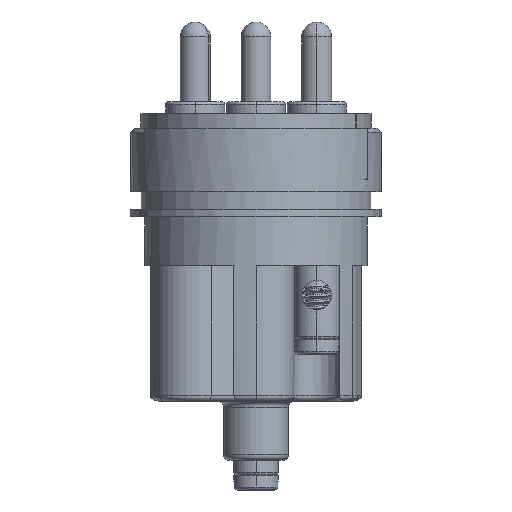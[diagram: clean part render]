
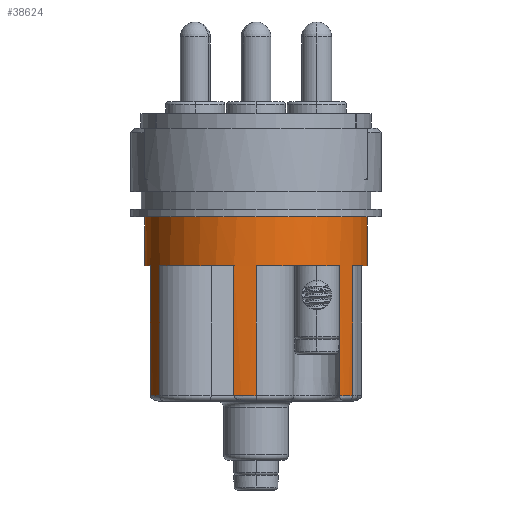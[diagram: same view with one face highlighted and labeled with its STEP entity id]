
A CAD part, front view. The second image highlights one B-rep face of the part: STEP entity #38624.
In plain terms, the highlighted cylindrical face has radius 7.55 mm (diameter 15.1 mm), a partial arc.
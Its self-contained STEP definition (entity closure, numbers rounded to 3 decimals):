
#10438=CARTESIAN_POINT('',(0.,0.,-5.8));
#10439=DIRECTION('',(0.,0.,-1.));
#10440=DIRECTION('',(-0.948,-0.319,0.));
#10441=AXIS2_PLACEMENT_3D('',#10438,#10439,#10440);
#11816=CARTESIAN_POINT('',(0.,0.,-14.6));
#11817=DIRECTION('',(0.,0.,-1.));
#11818=DIRECTION('',(-0.866,-0.501,0.));
#11819=AXIS2_PLACEMENT_3D('',#11816,#11817,#11818);
#11821=DIRECTION('',(0.,0.,-1.));
#11822=VECTOR('',#11821,8.8);
#11823=CARTESIAN_POINT('',(-7.156,-2.409,-5.8));
#11824=LINE('',#11823,#11822);
#11825=DIRECTION('',(0.,0.,-1.));
#11826=VECTOR('',#11825,3.3);
#11827=CARTESIAN_POINT('',(-7.55,0.,-2.5));
#11828=LINE('',#11827,#11826);
#11829=CARTESIAN_POINT('',(0.,0.,-2.5));
#11830=DIRECTION('',(0.,0.,-1.));
#11831=DIRECTION('',(1.,0.,0.));
#11832=AXIS2_PLACEMENT_3D('',#11829,#11830,#11831);
#11834=DIRECTION('',(0.,0.,-1.));
#11835=VECTOR('',#11834,3.3);
#11836=CARTESIAN_POINT('',(7.55,0.,-2.5));
#11837=LINE('',#11836,#11835);
#11838=DIRECTION('',(0.,0.,-1.));
#11839=VECTOR('',#11838,8.8);
#11840=CARTESIAN_POINT('',(6.541,-3.77,-5.8));
#11841=LINE('',#11840,#11839);
#11842=CARTESIAN_POINT('',(0.,0.,-14.6));
#11843=DIRECTION('',(0.,0.,-1.));
#11844=DIRECTION('',(0.866,-0.499,0.));
#11845=AXIS2_PLACEMENT_3D('',#11842,#11843,#11844);
#11847=DIRECTION('',(0.,0.,-1.));
#11848=VECTOR('',#11847,8.8);
#11849=CARTESIAN_POINT('',(5.664,-4.993,-5.8));
#11850=LINE('',#11849,#11848);
#11851=DIRECTION('',(0.,0.,-1.));
#11852=VECTOR('',#11851,8.8);
#11853=CARTESIAN_POINT('',(0.005,-7.55,-5.8));
#11854=LINE('',#11853,#11852);
#11855=CARTESIAN_POINT('',(0.,0.,-14.6));
#11856=DIRECTION('',(0.,0.,-1.));
#11857=DIRECTION('',(0.001,-1.,0.));
#11858=AXIS2_PLACEMENT_3D('',#11855,#11856,#11857);
#11860=DIRECTION('',(0.,0.,-1.));
#11861=VECTOR('',#11860,8.8);
#11862=CARTESIAN_POINT('',(-1.492,-7.401,-5.8));
#11863=LINE('',#11862,#11861);
#11864=DIRECTION('',(0.,0.,-1.));
#11865=VECTOR('',#11864,8.8);
#11866=CARTESIAN_POINT('',(-6.536,-3.78,-5.8));
#11867=LINE('',#11866,#11865);
#11886=CARTESIAN_POINT('',(0.,0.,-5.8));
#11887=DIRECTION('',(0.,0.,1.));
#11888=DIRECTION('',(0.866,-0.499,0.));
#11889=AXIS2_PLACEMENT_3D('',#11886,#11887,#11888);
#12439=CARTESIAN_POINT('',(0.,0.,-5.8));
#12440=DIRECTION('',(0.,0.,1.));
#12441=DIRECTION('',(-0.866,-0.501,0.));
#12442=AXIS2_PLACEMENT_3D('',#12439,#12440,#12441);
#14357=CARTESIAN_POINT('',(0.,0.,-5.8));
#14358=DIRECTION('',(0.,0.,1.));
#14359=DIRECTION('',(0.001,-1.,0.));
#14360=AXIS2_PLACEMENT_3D('',#14357,#14358,#14359);
#20798=CARTESIAN_POINT('',(7.55,0.,-2.5));
#20799=CARTESIAN_POINT('',(7.55,0.,-5.8));
#20800=VERTEX_POINT('',#20798);
#20801=VERTEX_POINT('',#20799);
#20802=CARTESIAN_POINT('',(-7.55,0.,-2.5));
#20803=CARTESIAN_POINT('',(-7.55,0.,-5.8));
#20804=VERTEX_POINT('',#20802);
#20805=VERTEX_POINT('',#20803);
#20976=CARTESIAN_POINT('',(-7.156,-2.409,-5.8));
#20977=VERTEX_POINT('',#20976);
#20978=CARTESIAN_POINT('',(6.541,-3.77,-5.8));
#20980=VERTEX_POINT('',#20978);
#20994=CARTESIAN_POINT('',(-6.536,-3.78,-5.8));
#20996=VERTEX_POINT('',#20994);
#20998=CARTESIAN_POINT('',(0.005,-7.55,-5.8));
#21000=VERTEX_POINT('',#20998);
#21002=CARTESIAN_POINT('',(5.664,-4.993,-5.8));
#21003=VERTEX_POINT('',#21002);
#21004=CARTESIAN_POINT('',(-1.492,-7.401,-5.8));
#21005=VERTEX_POINT('',#21004);
#21162=CARTESIAN_POINT('',(-7.156,-2.409,-14.6));
#21163=VERTEX_POINT('',#21162);
#21164=CARTESIAN_POINT('',(-6.536,-3.78,-14.6));
#21165=VERTEX_POINT('',#21164);
#21184=CARTESIAN_POINT('',(-1.492,-7.401,-14.6));
#21185=VERTEX_POINT('',#21184);
#21186=CARTESIAN_POINT('',(0.005,-7.55,-14.6));
#21187=VERTEX_POINT('',#21186);
#21206=CARTESIAN_POINT('',(5.664,-4.993,-14.6));
#21207=VERTEX_POINT('',#21206);
#21208=CARTESIAN_POINT('',(6.541,-3.77,-14.6));
#21209=VERTEX_POINT('',#21208);
#38591=CARTESIAN_POINT('',(0.,0.,-6.315));
#38592=DIRECTION('',(0.,0.,1.));
#38593=DIRECTION('',(-1.,0.,0.));
#38594=AXIS2_PLACEMENT_3D('',#38591,#38592,#38593);
#38595=CYLINDRICAL_SURFACE('',#38594,7.55);
#38596=ORIENTED_EDGE('',*,*,#38582,.T.);
#38597=ORIENTED_EDGE('',*,*,#37183,.F.);
#38598=ORIENTED_EDGE('',*,*,#37144,.T.);
#38599=ORIENTED_EDGE('',*,*,#32920,.F.);
#38600=ORIENTED_EDGE('',*,*,#32770,.F.);
#38601=ORIENTED_EDGE('',*,*,#32917,.T.);
#38603=ORIENTED_EDGE('',*,*,#38602,.F.);
#38605=ORIENTED_EDGE('',*,*,#38604,.T.);
#38607=ORIENTED_EDGE('',*,*,#38606,.T.);
#38609=ORIENTED_EDGE('',*,*,#38608,.F.);
#38611=ORIENTED_EDGE('',*,*,#38610,.F.);
#38613=ORIENTED_EDGE('',*,*,#38612,.T.);
#38615=ORIENTED_EDGE('',*,*,#38614,.T.);
#38617=ORIENTED_EDGE('',*,*,#38616,.F.);
#38619=ORIENTED_EDGE('',*,*,#38618,.F.);
#38621=ORIENTED_EDGE('',*,*,#38620,.T.);
#38622=EDGE_LOOP('',(#38596,#38597,#38598,#38599,#38600,#38601,#38603,#38605,
#38607,#38609,#38611,#38613,#38615,#38617,#38619,#38621));
#38623=FACE_OUTER_BOUND('',#38622,.F.);
#10442=CIRCLE('',#10441,7.55);
#11820=CIRCLE('',#11819,7.55);
#11833=CIRCLE('',#11832,7.55);
#11846=CIRCLE('',#11845,7.55);
#11859=CIRCLE('',#11858,7.55);
#11890=CIRCLE('',#11889,7.55);
#12443=CIRCLE('',#12442,7.55);
#14361=CIRCLE('',#14360,7.55);
#32770=EDGE_CURVE('',#20800,#20804,#11833,.T.);
#32917=EDGE_CURVE('',#20800,#20801,#11837,.T.);
#32920=EDGE_CURVE('',#20804,#20805,#11828,.T.);
#37144=EDGE_CURVE('',#20977,#20805,#10442,.T.);
#37183=EDGE_CURVE('',#20977,#21163,#11824,.T.);
#38582=EDGE_CURVE('',#21165,#21163,#11820,.T.);
#38602=EDGE_CURVE('',#20980,#20801,#11890,.T.);
#38604=EDGE_CURVE('',#20980,#21209,#11841,.T.);
#38606=EDGE_CURVE('',#21209,#21207,#11846,.T.);
#38608=EDGE_CURVE('',#21003,#21207,#11850,.T.);
#38610=EDGE_CURVE('',#21000,#21003,#14361,.T.);
#38612=EDGE_CURVE('',#21000,#21187,#11854,.T.);
#38614=EDGE_CURVE('',#21187,#21185,#11859,.T.);
#38616=EDGE_CURVE('',#21005,#21185,#11863,.T.);
#38618=EDGE_CURVE('',#20996,#21005,#12443,.T.);
#38620=EDGE_CURVE('',#20996,#21165,#11867,.T.);
#38624=ADVANCED_FACE('',(#38623),#38595,.T.);
